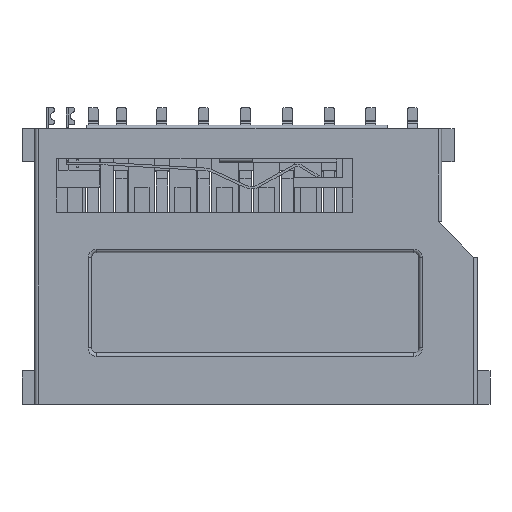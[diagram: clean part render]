
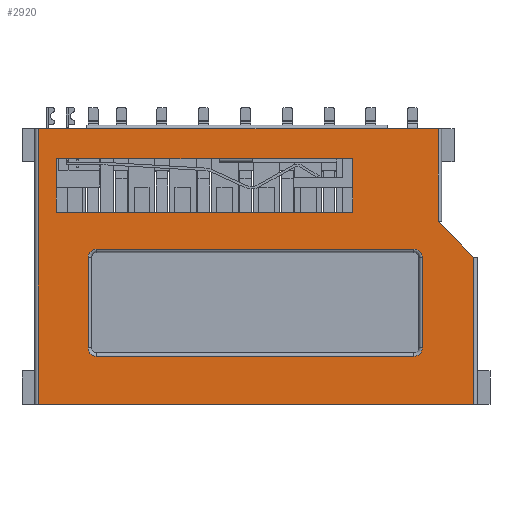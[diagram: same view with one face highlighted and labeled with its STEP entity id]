
A CAD part, front view. The second image highlights one B-rep face of the part: STEP entity #2920.
In plain terms, the highlighted planar face has unit normal (0, -1, 0).
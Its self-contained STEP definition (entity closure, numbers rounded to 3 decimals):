
#2920=ADVANCED_FACE('',(#5903,#5904,#5905),#5906,.F.);
#5903=FACE_BOUND('',#9425,.T.);
#5904=FACE_BOUND('',#9426,.T.);
#5905=FACE_OUTER_BOUND('',#9427,.T.);
#5906=PLANE('',#9428);
#9425=EDGE_LOOP('',(#18400,#18401,#18402,#18403,#18404,#18405,#18406,#18407));
#9426=EDGE_LOOP('',(#18408,#18409,#18410,#18411,#18412,#18413));
#9427=EDGE_LOOP('',(#18414,#18415,#18416,#18417,#18418,#18419,#18420,#18421,#18422,#18423));
#9428=AXIS2_PLACEMENT_3D('',#18424,#18425,#18426);
#18400=ORIENTED_EDGE('',*,*,#22855,.T.);
#18401=ORIENTED_EDGE('',*,*,#22856,.T.);
#18402=ORIENTED_EDGE('',*,*,#22857,.T.);
#18403=ORIENTED_EDGE('',*,*,#22858,.T.);
#18404=ORIENTED_EDGE('',*,*,#22859,.T.);
#18405=ORIENTED_EDGE('',*,*,#22860,.T.);
#18406=ORIENTED_EDGE('',*,*,#22861,.T.);
#18407=ORIENTED_EDGE('',*,*,#22862,.T.);
#18408=ORIENTED_EDGE('',*,*,#22820,.F.);
#18409=ORIENTED_EDGE('',*,*,#22863,.F.);
#18410=ORIENTED_EDGE('',*,*,#22864,.F.);
#18411=ORIENTED_EDGE('',*,*,#22865,.F.);
#18412=ORIENTED_EDGE('',*,*,#22813,.F.);
#18413=ORIENTED_EDGE('',*,*,#22866,.T.);
#18414=ORIENTED_EDGE('',*,*,#22867,.F.);
#18415=ORIENTED_EDGE('',*,*,#22824,.F.);
#18416=ORIENTED_EDGE('',*,*,#22868,.T.);
#18417=ORIENTED_EDGE('',*,*,#22833,.F.);
#18418=ORIENTED_EDGE('',*,*,#22869,.F.);
#18419=ORIENTED_EDGE('',*,*,#22704,.F.);
#18420=ORIENTED_EDGE('',*,*,#22870,.F.);
#18421=ORIENTED_EDGE('',*,*,#22871,.F.);
#18422=ORIENTED_EDGE('',*,*,#22872,.F.);
#18423=ORIENTED_EDGE('',*,*,#22851,.F.);
#18424=CARTESIAN_POINT('',(1.1,-1.5,0.));
#18425=DIRECTION('',(0.,1.0,0.));
#18426=DIRECTION('',(0.,0.,1.0));
#22704=EDGE_CURVE('',#28211,#28213,#28214,.T.);
#22813=EDGE_CURVE('',#28407,#28409,#28410,.T.);
#22820=EDGE_CURVE('',#28420,#28416,#28422,.T.);
#22824=EDGE_CURVE('',#28427,#28429,#28430,.T.);
#22833=EDGE_CURVE('',#28443,#28444,#28445,.T.);
#22851=EDGE_CURVE('',#28469,#28471,#28472,.T.);
#22855=EDGE_CURVE('',#28477,#28478,#28479,.F.);
#22856=EDGE_CURVE('',#28478,#28480,#28481,.T.);
#22857=EDGE_CURVE('',#28480,#28482,#28483,.F.);
#22858=EDGE_CURVE('',#28482,#28484,#28485,.T.);
#22859=EDGE_CURVE('',#28484,#28486,#28487,.F.);
#22860=EDGE_CURVE('',#28486,#28488,#28489,.T.);
#22861=EDGE_CURVE('',#28488,#28490,#28491,.F.);
#22862=EDGE_CURVE('',#28490,#28477,#28492,.T.);
#22863=EDGE_CURVE('',#28493,#28420,#28494,.T.);
#22864=EDGE_CURVE('',#28495,#28493,#28496,.T.);
#22865=EDGE_CURVE('',#28409,#28495,#28497,.T.);
#22866=EDGE_CURVE('',#28407,#28416,#28498,.T.);
#22867=EDGE_CURVE('',#28429,#28469,#28499,.T.);
#22868=EDGE_CURVE('',#28427,#28444,#28500,.T.);
#22869=EDGE_CURVE('',#28213,#28443,#28501,.T.);
#22870=EDGE_CURVE('',#28502,#28211,#28503,.T.);
#22871=EDGE_CURVE('',#28504,#28502,#28505,.T.);
#22872=EDGE_CURVE('',#28471,#28504,#28506,.T.);
#28211=VERTEX_POINT('',#36134);
#28213=VERTEX_POINT('',#36136);
#28214=LINE('',#36137,#36138);
#28407=VERTEX_POINT('',#36427);
#28409=VERTEX_POINT('',#36430);
#28410=LINE('',#36431,#36432);
#28416=VERTEX_POINT('',#36440);
#28420=VERTEX_POINT('',#36446);
#28422=LINE('',#36449,#36450);
#28427=VERTEX_POINT('',#36456);
#28429=VERTEX_POINT('',#36459);
#28430=LINE('',#36460,#36461);
#28443=VERTEX_POINT('',#36477);
#28444=VERTEX_POINT('',#36478);
#28445=LINE('',#36479,#36480);
#28469=VERTEX_POINT('',#36513);
#28471=VERTEX_POINT('',#36516);
#28472=LINE('',#36517,#36518);
#28477=VERTEX_POINT('',#36525);
#28478=VERTEX_POINT('',#36526);
#28479=LINE('',#36527,#36528);
#28480=VERTEX_POINT('',#36529);
#28481=CIRCLE('',#36530,0.5);
#28482=VERTEX_POINT('',#36531);
#28483=LINE('',#36532,#36533);
#28484=VERTEX_POINT('',#36534);
#28485=CIRCLE('',#36535,0.5);
#28486=VERTEX_POINT('',#36536);
#28487=LINE('',#36537,#36538);
#28488=VERTEX_POINT('',#36539);
#28489=CIRCLE('',#36540,0.5);
#28490=VERTEX_POINT('',#36541);
#28491=LINE('',#36542,#36543);
#28492=CIRCLE('',#36544,0.5);
#28493=VERTEX_POINT('',#36545);
#28494=LINE('',#36546,#36547);
#28495=VERTEX_POINT('',#36548);
#28496=LINE('',#36549,#36550);
#28497=LINE('',#36551,#36552);
#28498=LINE('',#36553,#36554);
#28499=LINE('',#36555,#36556);
#28500=LINE('',#36557,#36558);
#28501=LINE('',#36559,#36560);
#28502=VERTEX_POINT('',#36561);
#28503=LINE('',#36562,#36563);
#28504=VERTEX_POINT('',#36564);
#28505=LINE('',#36565,#36566);
#28506=LINE('',#36567,#36568);
#36134=CARTESIAN_POINT('',(14.14,-1.5,-8.25));
#36136=CARTESIAN_POINT('',(-11.94,-1.5,-8.25));
#36137=CARTESIAN_POINT('',(-11.94,-1.5,-8.25));
#36138=VECTOR('',#40494,1000.0);
#36427=CARTESIAN_POINT('',(-1.1,-1.5,6.45));
#36430=CARTESIAN_POINT('',(-10.85,-1.5,6.45));
#36431=CARTESIAN_POINT('',(6.9,-1.5,6.45));
#36432=VECTOR('',#40595,1000.0);
#36440=CARTESIAN_POINT('',(0.9,-1.5,6.45));
#36446=CARTESIAN_POINT('',(6.9,-1.5,6.45));
#36449=CARTESIAN_POINT('',(6.9,-1.5,6.45));
#36450=VECTOR('',#40601,1000.0);
#36456=CARTESIAN_POINT('',(8.96,-1.5,8.25));
#36459=CARTESIAN_POINT('',(11.99,-1.5,8.25));
#36460=CARTESIAN_POINT('',(-11.94,-1.5,8.25));
#36461=VECTOR('',#40604,1000.0);
#36477=CARTESIAN_POINT('',(-11.94,-1.5,8.25));
#36478=CARTESIAN_POINT('',(-9.04,-1.5,8.25));
#36479=CARTESIAN_POINT('',(-11.94,-1.5,8.25));
#36480=VECTOR('',#40620,1000.0);
#36513=CARTESIAN_POINT('',(11.99,-1.5,2.692));
#36516=CARTESIAN_POINT('',(11.99,-1.5,2.69));
#36517=CARTESIAN_POINT('',(11.99,-1.5,2.69));
#36518=VECTOR('',#40643,1000.0);
#36525=CARTESIAN_POINT('',(10.55,-1.5,-5.37));
#36526=CARTESIAN_POINT('',(-8.45,-1.5,-5.37));
#36527=CARTESIAN_POINT('',(1.1,-1.5,-5.37));
#36528=VECTOR('',#40646,1000.0);
#36529=CARTESIAN_POINT('',(-8.95,-1.5,-4.87));
#36530=AXIS2_PLACEMENT_3D('',#40647,#40648,#40649);
#36531=CARTESIAN_POINT('',(-8.95,-1.5,0.53));
#36532=CARTESIAN_POINT('',(-8.95,-1.5,0.));
#36533=VECTOR('',#40650,1000.0);
#36534=CARTESIAN_POINT('',(-8.45,-1.5,1.03));
#36535=AXIS2_PLACEMENT_3D('',#40651,#40652,#40653);
#36536=CARTESIAN_POINT('',(10.55,-1.5,1.03));
#36537=CARTESIAN_POINT('',(1.1,-1.5,1.03));
#36538=VECTOR('',#40654,1000.0);
#36539=CARTESIAN_POINT('',(11.05,-1.5,0.53));
#36540=AXIS2_PLACEMENT_3D('',#40655,#40656,#40657);
#36541=CARTESIAN_POINT('',(11.05,-1.5,-4.87));
#36542=CARTESIAN_POINT('',(11.05,-1.5,0.));
#36543=VECTOR('',#40658,1000.0);
#36544=AXIS2_PLACEMENT_3D('',#40659,#40660,#40661);
#36545=CARTESIAN_POINT('',(6.9,-1.5,3.25));
#36546=CARTESIAN_POINT('',(6.9,-1.5,3.25));
#36547=VECTOR('',#40662,1000.0);
#36548=CARTESIAN_POINT('',(-10.85,-1.5,3.25));
#36549=CARTESIAN_POINT('',(-10.85,-1.5,3.25));
#36550=VECTOR('',#40663,1000.0);
#36551=CARTESIAN_POINT('',(-10.85,-1.5,6.45));
#36552=VECTOR('',#40664,1000.0);
#36553=CARTESIAN_POINT('',(-1.1,-1.5,6.45));
#36554=VECTOR('',#40665,1000.0);
#36555=CARTESIAN_POINT('',(11.99,-1.5,2.69));
#36556=VECTOR('',#40666,1000.0);
#36557=CARTESIAN_POINT('',(8.96,-1.5,8.25));
#36558=VECTOR('',#40667,1000.0);
#36559=CARTESIAN_POINT('',(-11.94,-1.5,-8.25));
#36560=VECTOR('',#40668,1000.0);
#36561=CARTESIAN_POINT('',(14.14,-1.5,0.55));
#36562=CARTESIAN_POINT('',(14.14,-1.5,0.55));
#36563=VECTOR('',#40669,1000.0);
#36564=CARTESIAN_POINT('',(12.0,-1.5,2.69));
#36565=CARTESIAN_POINT('',(14.14,-1.5,0.55));
#36566=VECTOR('',#40670,1000.0);
#36567=CARTESIAN_POINT('',(12.0,-1.5,2.69));
#36568=VECTOR('',#40671,1000.0);
#40494=DIRECTION('',(-1.0,0.,0.));
#40595=DIRECTION('',(-1.0,0.,0.));
#40601=DIRECTION('',(-1.0,0.,0.));
#40604=DIRECTION('',(1.0,0.,0.));
#40620=DIRECTION('',(1.0,0.,0.));
#40643=DIRECTION('',(0.,0.,-1.0));
#40646=DIRECTION('',(1.0,0.,0.));
#40647=CARTESIAN_POINT('',(-8.45,-1.5,-4.87));
#40648=DIRECTION('',(0.,1.0,0.));
#40649=DIRECTION('',(1.0,0.,0.));
#40650=DIRECTION('',(0.,0.,-1.0));
#40651=CARTESIAN_POINT('',(-8.45,-1.5,0.53));
#40652=DIRECTION('',(0.,1.0,0.));
#40653=DIRECTION('',(1.0,0.,0.));
#40654=DIRECTION('',(-1.0,0.,0.));
#40655=CARTESIAN_POINT('',(10.55,-1.5,0.53));
#40656=DIRECTION('',(0.,1.0,0.));
#40657=DIRECTION('',(1.0,0.,0.));
#40658=DIRECTION('',(0.,0.,1.0));
#40659=CARTESIAN_POINT('',(10.55,-1.5,-4.87));
#40660=DIRECTION('',(0.,1.0,0.));
#40661=DIRECTION('',(1.0,0.,0.));
#40662=DIRECTION('',(0.,0.,1.0));
#40663=DIRECTION('',(1.0,0.,0.));
#40664=DIRECTION('',(0.,0.,-1.0));
#40665=DIRECTION('',(1.0,0.,0.));
#40666=DIRECTION('',(0.,0.,-1.0));
#40667=DIRECTION('',(-1.0,0.,0.));
#40668=DIRECTION('',(0.,0.,1.0));
#40669=DIRECTION('',(0.,0.,-1.0));
#40670=DIRECTION('',(0.707,0.,-0.707));
#40671=DIRECTION('',(1.0,0.,0.));
